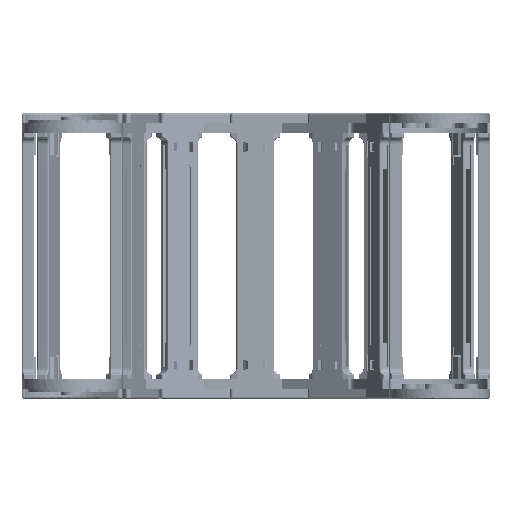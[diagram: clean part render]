
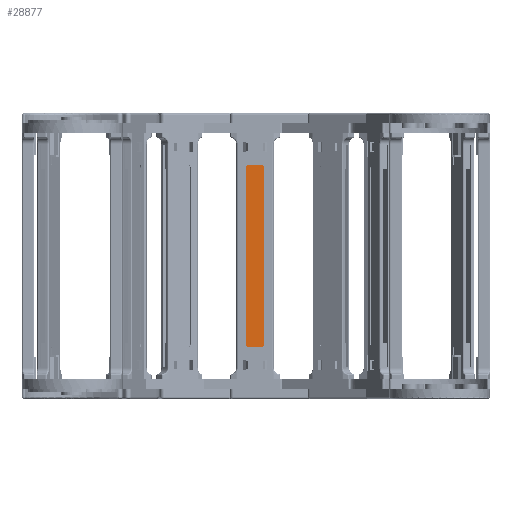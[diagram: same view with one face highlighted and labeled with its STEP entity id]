
A CAD part, left-side view. The second image highlights one B-rep face of the part: STEP entity #28877.
In plain terms, the highlighted face is planar.
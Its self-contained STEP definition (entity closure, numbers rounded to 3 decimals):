
#31 = CARTESIAN_POINT ( 'NONE',  ( -4.987, 40.607, -26.444 ) ) ;
#888 = DIRECTION ( 'NONE',  ( 0., -1., 0. ) ) ;
#938 = DIRECTION ( 'NONE',  ( 0., 0., 1. ) ) ;
#1649 = CARTESIAN_POINT ( 'NONE',  ( -2.472, 40.607, -146.864 ) ) ;
#1770 = ORIENTED_EDGE ( 'NONE', *, *, #33523, .F. ) ;
#1966 = VERTEX_POINT ( 'NONE', #13919 ) ;
#2027 = DIRECTION ( 'NONE',  ( 0., 0., 1. ) ) ;
#2244 = VECTOR ( 'NONE', #23685, 1000. ) ;
#2689 = CARTESIAN_POINT ( 'NONE',  ( 7.588, 40.607, -0.791 ) ) ;
#3522 = CARTESIAN_POINT ( 'NONE',  ( -2.472, 40.607, -149.379 ) ) ;
#4669 = DIRECTION ( 'NONE',  ( 0., 0., 1. ) ) ;
#4802 = PLANE ( 'NONE',  #13332 ) ;
#6005 = LINE ( 'NONE', #3522, #32998 ) ;
#6154 = CARTESIAN_POINT ( 'NONE',  ( 7.588, 40.607, -146.864 ) ) ;
#6698 = VECTOR ( 'NONE', #938, 1000. ) ;
#7431 = LINE ( 'NONE', #31, #2244 ) ;
#9064 = FACE_OUTER_BOUND ( 'NONE', #38526, .T. ) ;
#9977 = CARTESIAN_POINT ( 'NONE',  ( 10.103, 40.607, -3.306 ) ) ;
#10017 = CARTESIAN_POINT ( 'NONE',  ( -2.472, 40.607, -149.379 ) ) ;
#10749 = LINE ( 'NONE', #35246, #12638 ) ;
#10973 = AXIS2_PLACEMENT_3D ( 'NONE', #38242, #20087, #20224 ) ;
#12416 = CARTESIAN_POINT ( 'NONE',  ( 7.588, 40.607, -3.306 ) ) ;
#12627 = EDGE_CURVE ( 'NONE', #30492, #35908, #15218, .T. ) ;
#12638 = VECTOR ( 'NONE', #32321, 1000. ) ;
#13332 = AXIS2_PLACEMENT_3D ( 'NONE', #25931, #31903, #2027 ) ;
#13611 = ORIENTED_EDGE ( 'NONE', *, *, #37829, .F. ) ;
#13919 = CARTESIAN_POINT ( 'NONE',  ( -2.472, 40.607, -0.791 ) ) ;
#14163 = CIRCLE ( 'NONE', #30872, 2.515 ) ;
#14602 = VERTEX_POINT ( 'NONE', #15806 ) ;
#14728 = VERTEX_POINT ( 'NONE', #2689 ) ;
#15218 = LINE ( 'NONE', #31484, #6698 ) ;
#15806 = CARTESIAN_POINT ( 'NONE',  ( 7.588, 40.607, -149.379 ) ) ;
#16867 = EDGE_CURVE ( 'NONE', #1966, #31840, #28904, .T. ) ;
#17672 = CARTESIAN_POINT ( 'NONE',  ( -4.987, 40.607, -3.306 ) ) ;
#18276 = EDGE_CURVE ( 'NONE', #14602, #30492, #31222, .T. ) ;
#18501 = CARTESIAN_POINT ( 'NONE',  ( -4.987, 40.607, -146.864 ) ) ;
#19489 = AXIS2_PLACEMENT_3D ( 'NONE', #12416, #888, #24809 ) ;
#19981 = EDGE_CURVE ( 'NONE', #31840, #26837, #7431, .T. ) ;
#20087 = DIRECTION ( 'NONE',  ( 0., -1., 0. ) ) ;
#20224 = DIRECTION ( 'NONE',  ( 0., 0., 1. ) ) ;
#20434 = EDGE_CURVE ( 'NONE', #14728, #1966, #10749, .T. ) ;
#20874 = ORIENTED_EDGE ( 'NONE', *, *, #12627, .F. ) ;
#23058 = EDGE_CURVE ( 'NONE', #26837, #26078, #14163, .T. ) ;
#23528 = ORIENTED_EDGE ( 'NONE', *, *, #19981, .F. ) ;
#23685 = DIRECTION ( 'NONE',  ( 0., 0., -1. ) ) ;
#24784 = DIRECTION ( 'NONE',  ( 1., 0., 0. ) ) ;
#24809 = DIRECTION ( 'NONE',  ( 0., 0., 1. ) ) ;
#25285 = DIRECTION ( 'NONE',  ( 0., -1., 0. ) ) ;
#25931 = CARTESIAN_POINT ( 'NONE',  ( -2.472, 40.607, -26.444 ) ) ;
#26078 = VERTEX_POINT ( 'NONE', #10017 ) ;
#26710 = ORIENTED_EDGE ( 'NONE', *, *, #23058, .F. ) ;
#26837 = VERTEX_POINT ( 'NONE', #18501 ) ;
#27834 = DIRECTION ( 'NONE',  ( 0., -1., 0. ) ) ;
#28877 = ADVANCED_FACE ( 'NONE', ( #9064 ), #4802, .F. ) ;
#28904 = CIRCLE ( 'NONE', #10973, 2.515 ) ;
#30492 = VERTEX_POINT ( 'NONE', #30822 ) ;
#30682 = ORIENTED_EDGE ( 'NONE', *, *, #16867, .F. ) ;
#30765 = ORIENTED_EDGE ( 'NONE', *, *, #18276, .F. ) ;
#30822 = CARTESIAN_POINT ( 'NONE',  ( 10.103, 40.607, -146.864 ) ) ;
#30872 = AXIS2_PLACEMENT_3D ( 'NONE', #1649, #25285, #4669 ) ;
#31222 = CIRCLE ( 'NONE', #36571, 2.515 ) ;
#31484 = CARTESIAN_POINT ( 'NONE',  ( 10.103, 40.607, -26.444 ) ) ;
#31840 = VERTEX_POINT ( 'NONE', #17672 ) ;
#31903 = DIRECTION ( 'NONE',  ( 0., -1., 0. ) ) ;
#32321 = DIRECTION ( 'NONE',  ( -1., 0., 0. ) ) ;
#32998 = VECTOR ( 'NONE', #24784, 1000. ) ;
#33523 = EDGE_CURVE ( 'NONE', #35908, #14728, #34578, .T. ) ;
#33651 = DIRECTION ( 'NONE',  ( 0., 0., -1. ) ) ;
#34578 = CIRCLE ( 'NONE', #19489, 2.515 ) ;
#34640 = ORIENTED_EDGE ( 'NONE', *, *, #20434, .F. ) ;
#35246 = CARTESIAN_POINT ( 'NONE',  ( -2.472, 40.607, -0.791 ) ) ;
#35908 = VERTEX_POINT ( 'NONE', #9977 ) ;
#36571 = AXIS2_PLACEMENT_3D ( 'NONE', #6154, #27834, #33651 ) ;
#37829 = EDGE_CURVE ( 'NONE', #26078, #14602, #6005, .T. ) ;
#38242 = CARTESIAN_POINT ( 'NONE',  ( -2.472, 40.607, -3.306 ) ) ;
#38526 = EDGE_LOOP ( 'NONE', ( #20874, #30765, #13611, #26710, #23528, #30682, #34640, #1770 ) ) ;
